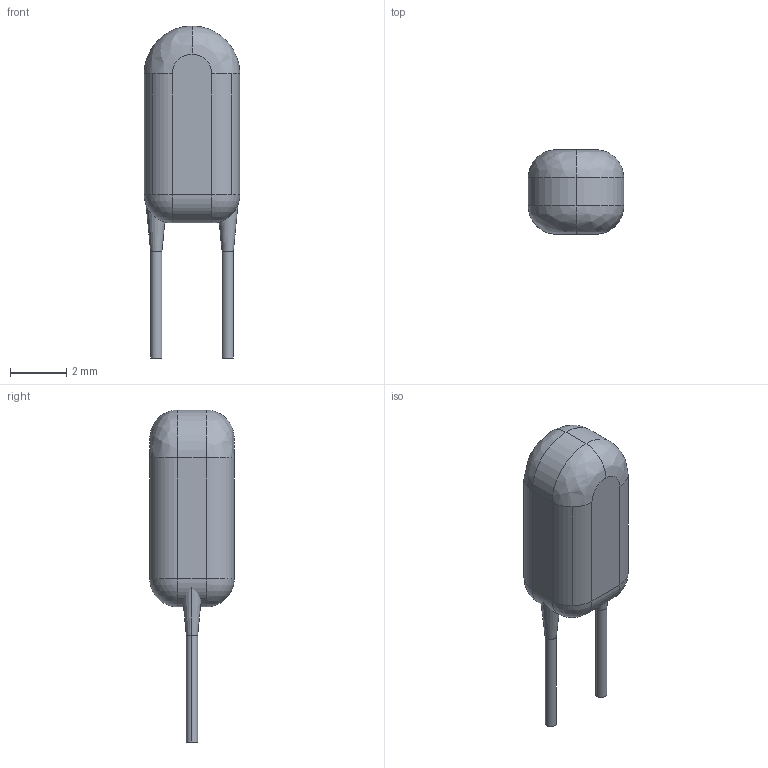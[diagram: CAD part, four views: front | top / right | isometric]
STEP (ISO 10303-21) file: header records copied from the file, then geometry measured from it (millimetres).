
FILE_DESCRIPTION((''),'2;1');
FILE_NAME('THERM_VISHAY_2381 640 5XXXX.stp','2009-12-17T16:52:56',(''),(''),'Mechanical Desktop 2006','Mechanical Desktop 2006',', , ');
FILE_SCHEMA(('AUTOMOTIVE_DESIGN { 1 2 10303 214 0 1 1 1 }'));
Length unit declared in the file: millimetre
Products named in the file (1): Product
Bounding box: 3.4 x 3 x 11.8 mm (x, y, z)
Volume: 61.6 mm3; surface area: 105.6 mm2
Topology: 5 solids, 5 shells, 47 faces, 99 edges, 58 vertices
Faces by surface type: cylinder 22, plane 11, bspline 8, sphere 4, cone 2
Entity records: 1475 total; most frequent: CARTESIAN_POINT 417, DIRECTION 235, ORIENTED_EDGE 190, AXIS2_PLACEMENT_3D 100, EDGE_CURVE 95, CIRCLE 60, VERTEX_POINT 58, EDGE_LOOP 47
